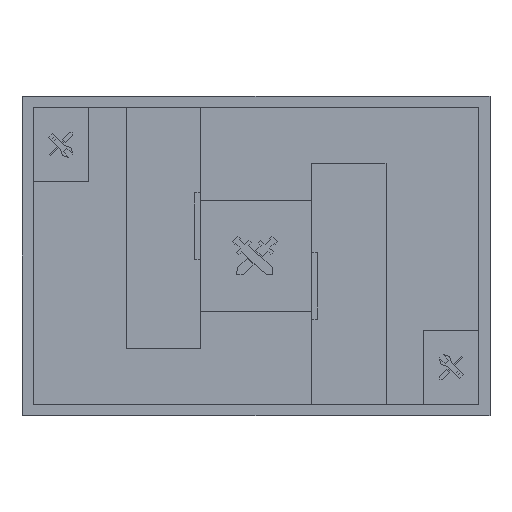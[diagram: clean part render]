
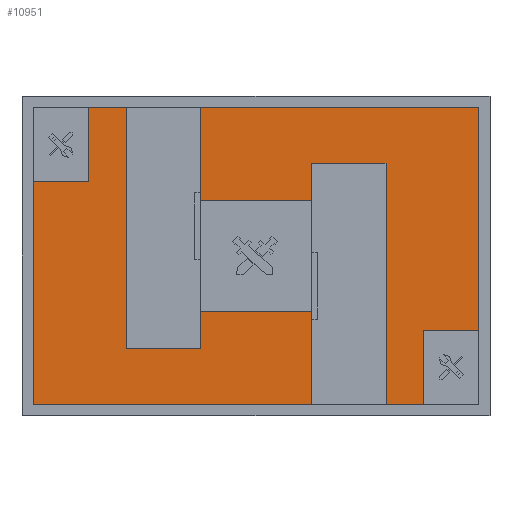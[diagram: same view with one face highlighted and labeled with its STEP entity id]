
A CAD part, front view. The second image highlights one B-rep face of the part: STEP entity #10951.
In plain terms, the highlighted planar face has unit normal (0, -1, 0).
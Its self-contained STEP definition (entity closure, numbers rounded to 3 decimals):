
#338=DIRECTION('',(-1.,0.,0.));
#339=VECTOR('',#338,2000.);
#340=CARTESIAN_POINT('',(3500.,0.,2500.));
#341=LINE('',#340,#339);
#342=DIRECTION('',(0.,0.,-1.));
#343=VECTOR('',#342,6500.);
#344=CARTESIAN_POINT('',(1500.,0.,2500.));
#345=LINE('',#344,#343);
#346=DIRECTION('',(1.,0.,0.));
#347=VECTOR('',#346,1500.);
#348=CARTESIAN_POINT('',(-6000.,0.,2000.));
#349=LINE('',#348,#347);
#350=DIRECTION('',(0.,0.,1.));
#351=VECTOR('',#350,2000.);
#352=CARTESIAN_POINT('',(-4500.,0.,2000.));
#353=LINE('',#352,#351);
#354=DIRECTION('',(0.,0.,-1.));
#355=VECTOR('',#354,6500.);
#356=CARTESIAN_POINT('',(-3500.,0.,4000.));
#357=LINE('',#356,#355);
#358=DIRECTION('',(1.,0.,0.));
#359=VECTOR('',#358,2000.);
#360=CARTESIAN_POINT('',(-3500.,0.,-2500.));
#361=LINE('',#360,#359);
#362=DIRECTION('',(0.,0.,1.));
#363=VECTOR('',#362,6500.);
#364=CARTESIAN_POINT('',(-1500.,0.,-2500.));
#365=LINE('',#364,#363);
#366=DIRECTION('',(1.,0.,0.));
#367=VECTOR('',#366,1500.);
#368=CARTESIAN_POINT('',(4500.,0.,-2000.));
#369=LINE('',#368,#367);
#370=DIRECTION('',(0.,0.,1.));
#371=VECTOR('',#370,2000.);
#372=CARTESIAN_POINT('',(4500.,0.,-4000.));
#373=LINE('',#372,#371);
#374=DIRECTION('',(0.,0.,1.));
#375=VECTOR('',#374,6500.);
#376=CARTESIAN_POINT('',(3500.,0.,-4000.));
#377=LINE('',#376,#375);
#518=DIRECTION('',(1.,0.,0.));
#519=VECTOR('',#518,1000.);
#520=CARTESIAN_POINT('',(-4500.,0.,4000.));
#521=LINE('',#520,#519);
#542=DIRECTION('',(1.,0.,0.));
#543=VECTOR('',#542,7500.);
#544=CARTESIAN_POINT('',(-1500.,0.,4000.));
#545=LINE('',#544,#543);
#1090=DIRECTION('',(1.,0.,0.));
#1091=VECTOR('',#1090,1000.);
#1092=CARTESIAN_POINT('',(3500.,0.,-4000.));
#1093=LINE('',#1092,#1091);
#1110=DIRECTION('',(1.,0.,0.));
#1111=VECTOR('',#1110,7500.);
#1112=CARTESIAN_POINT('',(-6000.,0.,-4000.));
#1113=LINE('',#1112,#1111);
#1206=DIRECTION('',(0.,0.,-1.));
#1207=VECTOR('',#1206,6000.);
#1208=CARTESIAN_POINT('',(6000.,0.,4000.));
#1209=LINE('',#1208,#1207);
#1546=DIRECTION('',(0.,0.,-1.));
#1547=VECTOR('',#1546,6000.);
#1548=CARTESIAN_POINT('',(-6000.,0.,2000.));
#1549=LINE('',#1548,#1547);
#9438=CARTESIAN_POINT('',(6000.,0.,4000.));
#9439=VERTEX_POINT('',#9438);
#9440=CARTESIAN_POINT('',(-6000.,0.,-4000.));
#9441=VERTEX_POINT('',#9440);
#9446=CARTESIAN_POINT('',(4500.,0.,-4000.));
#9447=VERTEX_POINT('',#9446);
#9450=CARTESIAN_POINT('',(6000.,0.,-2000.));
#9451=VERTEX_POINT('',#9450);
#9452=CARTESIAN_POINT('',(4500.,0.,-2000.));
#9453=VERTEX_POINT('',#9452);
#9460=CARTESIAN_POINT('',(-6000.,0.,2000.));
#9461=VERTEX_POINT('',#9460);
#9464=CARTESIAN_POINT('',(-4500.,0.,4000.));
#9465=VERTEX_POINT('',#9464);
#9466=CARTESIAN_POINT('',(-4500.,0.,2000.));
#9467=VERTEX_POINT('',#9466);
#9478=CARTESIAN_POINT('',(-3500.,0.,4000.));
#9480=VERTEX_POINT('',#9478);
#9482=CARTESIAN_POINT('',(-1500.,0.,4000.));
#9484=VERTEX_POINT('',#9482);
#9486=CARTESIAN_POINT('',(-3500.,0.,-2500.));
#9487=CARTESIAN_POINT('',(-1500.,0.,-2500.));
#9488=VERTEX_POINT('',#9486);
#9489=VERTEX_POINT('',#9487);
#9498=CARTESIAN_POINT('',(3500.,0.,-4000.));
#9500=VERTEX_POINT('',#9498);
#9502=CARTESIAN_POINT('',(1500.,0.,-4000.));
#9504=VERTEX_POINT('',#9502);
#9506=CARTESIAN_POINT('',(3500.,0.,2500.));
#9507=CARTESIAN_POINT('',(1500.,0.,2500.));
#9508=VERTEX_POINT('',#9506);
#9509=VERTEX_POINT('',#9507);
#10912=CARTESIAN_POINT('',(0.,0.,0.));
#10913=DIRECTION('',(0.,1.,0.));
#10914=DIRECTION('',(-1.,0.,0.));
#10915=AXIS2_PLACEMENT_3D('',#10912,#10913,#10914);
#10916=PLANE('',#10915);
#10918=ORIENTED_EDGE('',*,*,#10917,.T.);
#10920=ORIENTED_EDGE('',*,*,#10919,.T.);
#10922=ORIENTED_EDGE('',*,*,#10921,.F.);
#10924=ORIENTED_EDGE('',*,*,#10923,.F.);
#10926=ORIENTED_EDGE('',*,*,#10925,.T.);
#10928=ORIENTED_EDGE('',*,*,#10927,.T.);
#10930=ORIENTED_EDGE('',*,*,#10929,.T.);
#10932=ORIENTED_EDGE('',*,*,#10931,.T.);
#10934=ORIENTED_EDGE('',*,*,#10933,.T.);
#10936=ORIENTED_EDGE('',*,*,#10935,.T.);
#10938=ORIENTED_EDGE('',*,*,#10937,.T.);
#10940=ORIENTED_EDGE('',*,*,#10939,.T.);
#10942=ORIENTED_EDGE('',*,*,#10941,.F.);
#10944=ORIENTED_EDGE('',*,*,#10943,.F.);
#10946=ORIENTED_EDGE('',*,*,#10945,.F.);
#10948=ORIENTED_EDGE('',*,*,#10947,.T.);
#10949=EDGE_LOOP('',(#10918,#10920,#10922,#10924,#10926,#10928,#10930,#10932,
#10934,#10936,#10938,#10940,#10942,#10944,#10946,#10948));
#10950=FACE_OUTER_BOUND('',#10949,.F.);
#10951=ADVANCED_FACE('',(#10950),#10916,.F.);
#10917=EDGE_CURVE('',#9508,#9509,#341,.T.);
#10919=EDGE_CURVE('',#9509,#9504,#345,.T.);
#10921=EDGE_CURVE('',#9441,#9504,#1113,.T.);
#10923=EDGE_CURVE('',#9461,#9441,#1549,.T.);
#10925=EDGE_CURVE('',#9461,#9467,#349,.T.);
#10927=EDGE_CURVE('',#9467,#9465,#353,.T.);
#10929=EDGE_CURVE('',#9465,#9480,#521,.T.);
#10931=EDGE_CURVE('',#9480,#9488,#357,.T.);
#10933=EDGE_CURVE('',#9488,#9489,#361,.T.);
#10935=EDGE_CURVE('',#9489,#9484,#365,.T.);
#10937=EDGE_CURVE('',#9484,#9439,#545,.T.);
#10939=EDGE_CURVE('',#9439,#9451,#1209,.T.);
#10941=EDGE_CURVE('',#9453,#9451,#369,.T.);
#10943=EDGE_CURVE('',#9447,#9453,#373,.T.);
#10945=EDGE_CURVE('',#9500,#9447,#1093,.T.);
#10947=EDGE_CURVE('',#9500,#9508,#377,.T.);
